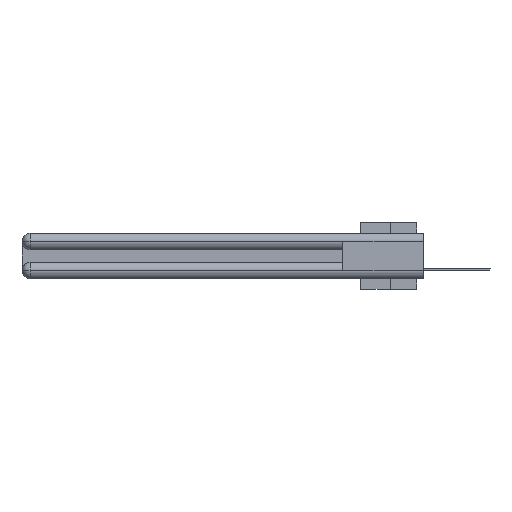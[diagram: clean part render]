
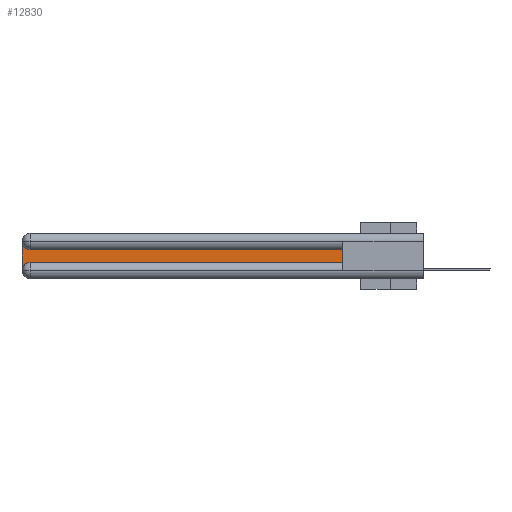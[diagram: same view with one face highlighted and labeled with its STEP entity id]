
A CAD part, left-side view. The second image highlights one B-rep face of the part: STEP entity #12830.
In plain terms, the highlighted planar face has unit normal (-1, 0, 0).
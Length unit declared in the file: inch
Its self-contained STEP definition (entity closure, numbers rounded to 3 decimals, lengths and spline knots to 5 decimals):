
#1425 = VERTEX_POINT ( 'NONE', #7617 ) ;
#2338 = VERTEX_POINT ( 'NONE', #34173 ) ;
#3408 = ORIENTED_EDGE ( 'NONE', *, *, #37416, .T. ) ;
#3540 = CARTESIAN_POINT ( 'NONE',  ( 0.075, 2.94, -0.0625 ) ) ;
#3781 = DIRECTION ( 'NONE',  ( 1., 0., 0. ) ) ;
#5372 = DIRECTION ( 'NONE',  ( 1., 0., 0. ) ) ;
#5381 = VECTOR ( 'NONE', #20065, 39.37008 ) ;
#5536 = ORIENTED_EDGE ( 'NONE', *, *, #6602, .T. ) ;
#6416 = LINE ( 'NONE', #35104, #16085 ) ;
#6602 = EDGE_CURVE ( 'NONE', #32438, #20487, #29404, .T. ) ;
#7617 = CARTESIAN_POINT ( 'NONE',  ( 0.075, 3., -0.2775 ) ) ;
#8694 = AXIS2_PLACEMENT_3D ( 'NONE', #22911, #5372, #25965 ) ;
#9735 = VECTOR ( 'NONE', #35649, 39.37008 ) ;
#10231 = ORIENTED_EDGE ( 'NONE', *, *, #11554, .T. ) ;
#11186 = CARTESIAN_POINT ( 'NONE',  ( 0.075, 2.94, -0.1225 ) ) ;
#11554 = EDGE_CURVE ( 'NONE', #2338, #1425, #14937, .T. ) ;
#11620 = CIRCLE ( 'NONE', #27236, 0.06 ) ;
#11799 = CARTESIAN_POINT ( 'NONE',  ( 0.075, 0.6, -0.1225 ) ) ;
#12830 = ADVANCED_FACE ( 'NONE', ( #23494 ), #15686, .F. ) ;
#13923 = ORIENTED_EDGE ( 'NONE', *, *, #34941, .T. ) ;
#14937 = LINE ( 'NONE', #21211, #37314 ) ;
#15686 = PLANE ( 'NONE',  #16644 ) ;
#15767 = CARTESIAN_POINT ( 'NONE',  ( 0.075, 0.6, -0.2175 ) ) ;
#16071 = DIRECTION ( 'NONE',  ( 1., 0., 0. ) ) ;
#16085 = VECTOR ( 'NONE', #17623, 39.37008 ) ;
#16644 = AXIS2_PLACEMENT_3D ( 'NONE', #24739, #16071, #24868 ) ;
#17623 = DIRECTION ( 'NONE',  ( 0., 0., 1. ) ) ;
#17778 = LINE ( 'NONE', #37643, #5381 ) ;
#20065 = DIRECTION ( 'NONE',  ( 0., -1., 0. ) ) ;
#20362 = VERTEX_POINT ( 'NONE', #15767 ) ;
#20487 = VERTEX_POINT ( 'NONE', #11186 ) ;
#20506 = EDGE_CURVE ( 'NONE', #1425, #30460, #24782, .T. ) ;
#20888 = CARTESIAN_POINT ( 'NONE',  ( 0.075, 0.6, -0.1225 ) ) ;
#21211 = CARTESIAN_POINT ( 'NONE',  ( 0.075, 3., -0.2175 ) ) ;
#22911 = CARTESIAN_POINT ( 'NONE',  ( 0.075, 2.94, -0.2775 ) ) ;
#23494 = FACE_OUTER_BOUND ( 'NONE', #25778, .T. ) ;
#23715 = CARTESIAN_POINT ( 'NONE',  ( 0.075, 2.94, -0.2175 ) ) ;
#23737 = ORIENTED_EDGE ( 'NONE', *, *, #20506, .T. ) ;
#24536 = EDGE_CURVE ( 'NONE', #20362, #32438, #6416, .T. ) ;
#24739 = CARTESIAN_POINT ( 'NONE',  ( 0.075, 3., -0.1225 ) ) ;
#24782 = CIRCLE ( 'NONE', #8694, 0.06 ) ;
#24868 = DIRECTION ( 'NONE',  ( 0., 0., -1. ) ) ;
#25778 = EDGE_LOOP ( 'NONE', ( #5536, #3408, #10231, #23737, #13923, #32774 ) ) ;
#25965 = DIRECTION ( 'NONE',  ( 0., 0., -1. ) ) ;
#27187 = DIRECTION ( 'NONE',  ( 0., 0., -1. ) ) ;
#27236 = AXIS2_PLACEMENT_3D ( 'NONE', #3540, #3781, #29983 ) ;
#29404 = LINE ( 'NONE', #11799, #9735 ) ;
#29983 = DIRECTION ( 'NONE',  ( 0., 0., -1. ) ) ;
#30460 = VERTEX_POINT ( 'NONE', #23715 ) ;
#32438 = VERTEX_POINT ( 'NONE', #20888 ) ;
#32774 = ORIENTED_EDGE ( 'NONE', *, *, #24536, .T. ) ;
#34173 = CARTESIAN_POINT ( 'NONE',  ( 0.075, 3., -0.0625 ) ) ;
#34941 = EDGE_CURVE ( 'NONE', #30460, #20362, #17778, .T. ) ;
#35104 = CARTESIAN_POINT ( 'NONE',  ( 0.075, 0.6, -0.2175 ) ) ;
#35649 = DIRECTION ( 'NONE',  ( 0., 1., 0. ) ) ;
#37314 = VECTOR ( 'NONE', #27187, 39.37008 ) ;
#37416 = EDGE_CURVE ( 'NONE', #20487, #2338, #11620, .T. ) ;
#37643 = CARTESIAN_POINT ( 'NONE',  ( 0.075, 0.6, -0.2175 ) ) ;
